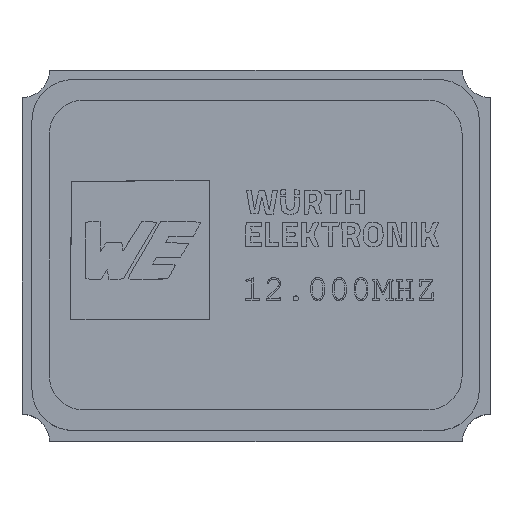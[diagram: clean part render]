
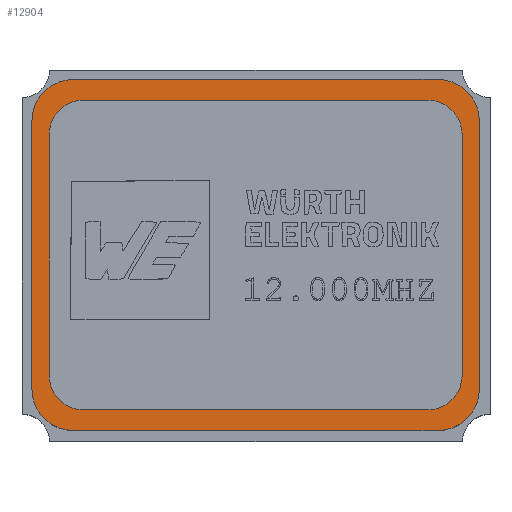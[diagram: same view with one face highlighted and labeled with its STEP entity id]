
A CAD part, top view. The second image highlights one B-rep face of the part: STEP entity #12904.
In plain terms, the highlighted planar face has unit normal (0, 0, 1).
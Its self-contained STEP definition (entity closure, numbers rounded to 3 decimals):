
#382=FACE_BOUND('',#2436,.T.);
#1039=CIRCLE('',#13349,0.3);
#1040=CIRCLE('',#13350,0.3);
#1041=CIRCLE('',#13351,0.3);
#1042=CIRCLE('',#13352,0.3);
#1043=CIRCLE('',#13353,0.25);
#1044=CIRCLE('',#13354,0.25);
#1045=CIRCLE('',#13355,0.25);
#1046=CIRCLE('',#13356,0.25);
#1724=FACE_OUTER_BOUND('',#2435,.T.);
#2435=EDGE_LOOP('',(#11789,#11790,#11791,#11792,#11793,#11794,#11795,#11796));
#2436=EDGE_LOOP('',(#11797,#11798,#11799,#11800,#11801,#11802,#11803,#11804));
#3687=LINE('',#23822,#4947);
#3688=LINE('',#23826,#4948);
#3689=LINE('',#23830,#4949);
#3690=LINE('',#23833,#4950);
#3691=LINE('',#23836,#4951);
#3692=LINE('',#23840,#4952);
#3693=LINE('',#23844,#4953);
#3694=LINE('',#23848,#4954);
#4947=VECTOR('',#15388,1000.);
#4948=VECTOR('',#15391,1000.);
#4949=VECTOR('',#15394,1000.);
#4950=VECTOR('',#15397,1000.);
#4951=VECTOR('',#15398,1000.);
#4952=VECTOR('',#15401,1000.);
#4953=VECTOR('',#15404,1000.);
#4954=VECTOR('',#15407,1000.);
#6207=VERTEX_POINT('',#23818);
#6208=VERTEX_POINT('',#23819);
#6209=VERTEX_POINT('',#23821);
#6210=VERTEX_POINT('',#23823);
#6211=VERTEX_POINT('',#23825);
#6212=VERTEX_POINT('',#23827);
#6213=VERTEX_POINT('',#23829);
#6214=VERTEX_POINT('',#23831);
#6215=VERTEX_POINT('',#23834);
#6216=VERTEX_POINT('',#23835);
#6217=VERTEX_POINT('',#23837);
#6218=VERTEX_POINT('',#23839);
#6219=VERTEX_POINT('',#23841);
#6220=VERTEX_POINT('',#23843);
#6221=VERTEX_POINT('',#23845);
#6222=VERTEX_POINT('',#23847);
#8075=EDGE_CURVE('',#6207,#6208,#1039,.T.);
#8076=EDGE_CURVE('',#6208,#6209,#3687,.T.);
#8077=EDGE_CURVE('',#6209,#6210,#1040,.T.);
#8078=EDGE_CURVE('',#6210,#6211,#3688,.T.);
#8079=EDGE_CURVE('',#6211,#6212,#1041,.T.);
#8080=EDGE_CURVE('',#6212,#6213,#3689,.T.);
#8081=EDGE_CURVE('',#6213,#6214,#1042,.T.);
#8082=EDGE_CURVE('',#6214,#6207,#3690,.T.);
#8083=EDGE_CURVE('',#6215,#6216,#3691,.T.);
#8084=EDGE_CURVE('',#6217,#6215,#1043,.T.);
#8085=EDGE_CURVE('',#6218,#6217,#3692,.T.);
#8086=EDGE_CURVE('',#6219,#6218,#1044,.T.);
#8087=EDGE_CURVE('',#6220,#6219,#3693,.T.);
#8088=EDGE_CURVE('',#6221,#6220,#1045,.T.);
#8089=EDGE_CURVE('',#6222,#6221,#3694,.T.);
#8090=EDGE_CURVE('',#6216,#6222,#1046,.T.);
#11789=ORIENTED_EDGE('',*,*,#8075,.T.);
#11790=ORIENTED_EDGE('',*,*,#8076,.T.);
#11791=ORIENTED_EDGE('',*,*,#8077,.T.);
#11792=ORIENTED_EDGE('',*,*,#8078,.T.);
#11793=ORIENTED_EDGE('',*,*,#8079,.T.);
#11794=ORIENTED_EDGE('',*,*,#8080,.T.);
#11795=ORIENTED_EDGE('',*,*,#8081,.T.);
#11796=ORIENTED_EDGE('',*,*,#8082,.T.);
#11797=ORIENTED_EDGE('',*,*,#8083,.F.);
#11798=ORIENTED_EDGE('',*,*,#8084,.F.);
#11799=ORIENTED_EDGE('',*,*,#8085,.F.);
#11800=ORIENTED_EDGE('',*,*,#8086,.F.);
#11801=ORIENTED_EDGE('',*,*,#8087,.F.);
#11802=ORIENTED_EDGE('',*,*,#8088,.F.);
#11803=ORIENTED_EDGE('',*,*,#8089,.F.);
#11804=ORIENTED_EDGE('',*,*,#8090,.F.);
#12236=PLANE('',#13348);
#12904=ADVANCED_FACE('',(#1724,#382),#12236,.T.);
#13348=AXIS2_PLACEMENT_3D('',#23817,#15384,#15385);
#13349=AXIS2_PLACEMENT_3D('',#23820,#15386,#15387);
#13350=AXIS2_PLACEMENT_3D('',#23824,#15389,#15390);
#13351=AXIS2_PLACEMENT_3D('',#23828,#15392,#15393);
#13352=AXIS2_PLACEMENT_3D('',#23832,#15395,#15396);
#13353=AXIS2_PLACEMENT_3D('',#23838,#15399,#15400);
#13354=AXIS2_PLACEMENT_3D('',#23842,#15402,#15403);
#13355=AXIS2_PLACEMENT_3D('',#23846,#15405,#15406);
#13356=AXIS2_PLACEMENT_3D('',#23849,#15408,#15409);
#15384=DIRECTION('center_axis',(0.,0.,1.));
#15385=DIRECTION('ref_axis',(1.,0.,0.));
#15386=DIRECTION('center_axis',(0.,0.,1.));
#15387=DIRECTION('ref_axis',(1.,0.,0.));
#15388=DIRECTION('',(1.,0.,0.));
#15389=DIRECTION('center_axis',(0.,0.,1.));
#15390=DIRECTION('ref_axis',(-1.,0.,0.));
#15391=DIRECTION('',(0.,1.,0.));
#15392=DIRECTION('center_axis',(0.,0.,1.));
#15393=DIRECTION('ref_axis',(-1.,0.,0.));
#15394=DIRECTION('',(-1.,0.,0.));
#15395=DIRECTION('center_axis',(0.,0.,1.));
#15396=DIRECTION('ref_axis',(1.,0.,0.));
#15397=DIRECTION('',(0.,-1.,0.));
#15398=DIRECTION('',(1.,0.,0.));
#15399=DIRECTION('center_axis',(0.,0.,1.));
#15400=DIRECTION('ref_axis',(1.,0.,0.));
#15401=DIRECTION('',(0.,-1.,0.));
#15402=DIRECTION('center_axis',(0.,0.,1.));
#15403=DIRECTION('ref_axis',(1.,0.,0.));
#15404=DIRECTION('',(-1.,0.,0.));
#15405=DIRECTION('center_axis',(0.,0.,1.));
#15406=DIRECTION('ref_axis',(-1.,0.,0.));
#15407=DIRECTION('',(0.,1.,0.));
#15408=DIRECTION('center_axis',(0.,0.,1.));
#15409=DIRECTION('ref_axis',(-1.,0.,0.));
#23817=CARTESIAN_POINT('Origin',(-1.325,-0.975,0.2));
#23818=CARTESIAN_POINT('',(-1.625,-0.975,0.2));
#23819=CARTESIAN_POINT('',(-1.325,-1.275,0.2));
#23820=CARTESIAN_POINT('Origin',(-1.325,-0.975,0.2));
#23821=CARTESIAN_POINT('',(1.325,-1.275,0.2));
#23822=CARTESIAN_POINT('',(-1.325,-1.275,0.2));
#23823=CARTESIAN_POINT('',(1.625,-0.975,0.2));
#23824=CARTESIAN_POINT('Origin',(1.325,-0.975,0.2));
#23825=CARTESIAN_POINT('',(1.625,0.975,0.2));
#23826=CARTESIAN_POINT('',(1.625,-0.975,0.2));
#23827=CARTESIAN_POINT('',(1.325,1.275,0.2));
#23828=CARTESIAN_POINT('Origin',(1.325,0.975,0.2));
#23829=CARTESIAN_POINT('',(-1.325,1.275,0.2));
#23830=CARTESIAN_POINT('',(1.325,1.275,0.2));
#23831=CARTESIAN_POINT('',(-1.625,0.975,0.2));
#23832=CARTESIAN_POINT('Origin',(-1.325,0.975,0.2));
#23833=CARTESIAN_POINT('',(-1.625,0.975,0.2));
#23834=CARTESIAN_POINT('',(-1.25,-1.125,0.2));
#23835=CARTESIAN_POINT('',(1.25,-1.125,0.2));
#23836=CARTESIAN_POINT('',(-1.25,-1.125,0.2));
#23837=CARTESIAN_POINT('',(-1.5,-0.875,0.2));
#23838=CARTESIAN_POINT('Origin',(-1.25,-0.875,0.2));
#23839=CARTESIAN_POINT('',(-1.5,0.875,0.2));
#23840=CARTESIAN_POINT('',(-1.5,0.875,0.2));
#23841=CARTESIAN_POINT('',(-1.25,1.125,0.2));
#23842=CARTESIAN_POINT('Origin',(-1.25,0.875,0.2));
#23843=CARTESIAN_POINT('',(1.25,1.125,0.2));
#23844=CARTESIAN_POINT('',(1.25,1.125,0.2));
#23845=CARTESIAN_POINT('',(1.5,0.875,0.2));
#23846=CARTESIAN_POINT('Origin',(1.25,0.875,0.2));
#23847=CARTESIAN_POINT('',(1.5,-0.875,0.2));
#23848=CARTESIAN_POINT('',(1.5,-0.875,0.2));
#23849=CARTESIAN_POINT('Origin',(1.25,-0.875,0.2));
